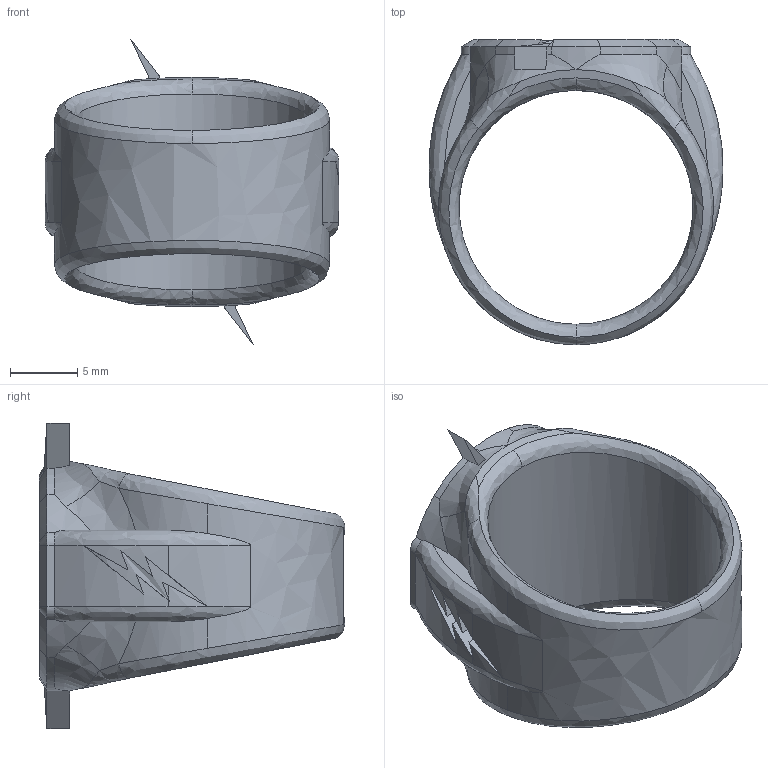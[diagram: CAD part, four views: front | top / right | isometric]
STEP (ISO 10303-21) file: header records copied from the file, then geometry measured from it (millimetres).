
FILE_DESCRIPTION(('FreeCAD Model'),'2;1');
FILE_NAME('Open CASCADE Shape Model','2025-05-04T13:44:07',('FreeCAD'),( 'FreeCAD'),'Open CASCADE STEP processor 7.6','FreeCAD','Unknown');
FILE_SCHEMA(('AUTOMOTIVE_DESIGN { 1 0 10303 214 1 1 1 1 }'));
Length unit declared in the file: millimetre
Products named in the file (1): Open CASCADE STEP translator 7.6 1
Bounding box: 21.9 x 22.77 x 22.77 mm (x, y, z)
Volume: 1948.4 mm3; surface area: 2036.3 mm2
Topology: 1 solids, 1 shells, 145 faces, 376 edges, 227 vertices
Faces by surface type: bspline 145
Entity records: 7638 total; most frequent: CARTESIAN_POINT 5494, ORIENTED_EDGE 744, EDGE_CURVE 372, B_SPLINE_CURVE_WITH_KNOTS 263, VERTEX_POINT 227, ADVANCED_FACE 145, FACE_BOUND 145, EDGE_LOOP 145
